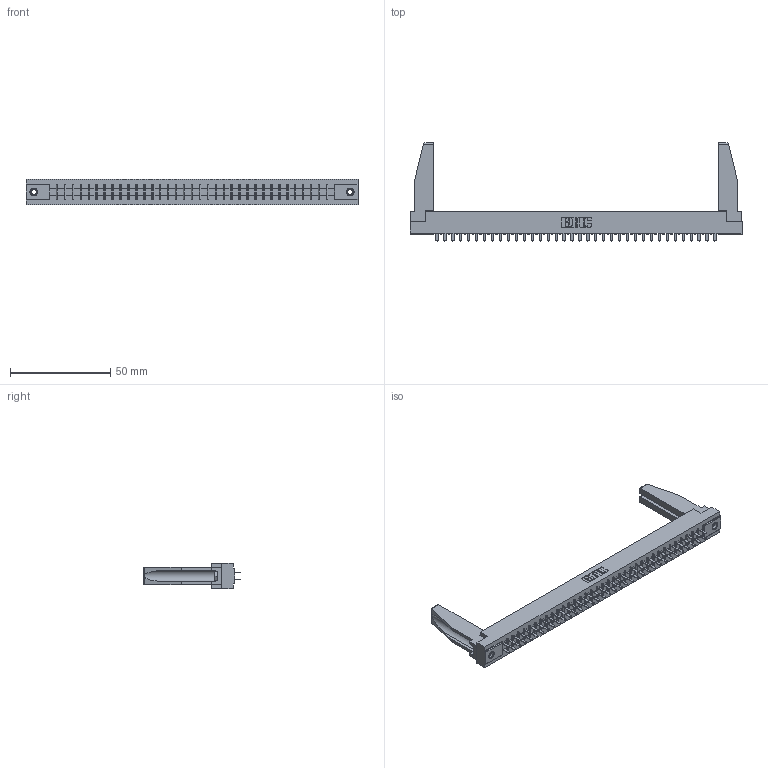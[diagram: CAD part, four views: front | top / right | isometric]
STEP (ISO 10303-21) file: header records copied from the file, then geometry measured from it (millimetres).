
FILE_DESCRIPTION (( 'STEP AP203' ), '1' );
FILE_NAME ('355-072-521-578.STEP', '2019-09-13T12:12:40', ( '' ), ( '' ), 'SwSTEP 2.0', 'SolidWorks 2016', '' );
FILE_SCHEMA (( 'CONFIG_CONTROL_DESIGN' ));
Length unit declared in the file: inch
Products named in the file (5): 355-072-521-578; 305-290-001_521; 307-220-078; 345-250-001_345-250-001-102; 305 Part_.156 Dia
Assembly tree (77 placements, depth 2):
  355-072-521-578
    305 Part_.156 Dia
    305-290-001_521  x72
    345-250-001_345-250-001-102  x2
    307-220-078  x2
Bounding box: 165.66 x 48.9 x 12.7 mm (x, y, z)
Volume: 20674.8 mm3; surface area: 25367.8 mm2
Topology: 77 solids, 77 shells, 3558 faces, 10114 edges, 6540 vertices
Faces by surface type: plane 2096, cylinder 1302, sphere 144, cone 12, torus 4
Entity records: 42028 total; most frequent: CARTESIAN_POINT 6960, ORIENTED_EDGE 6866, DIRECTION 6695, EDGE_CURVE 3433, VECTOR 2769, LINE 2769, VERTEX_POINT 2186, AXIS2_PLACEMENT_3D 1963
